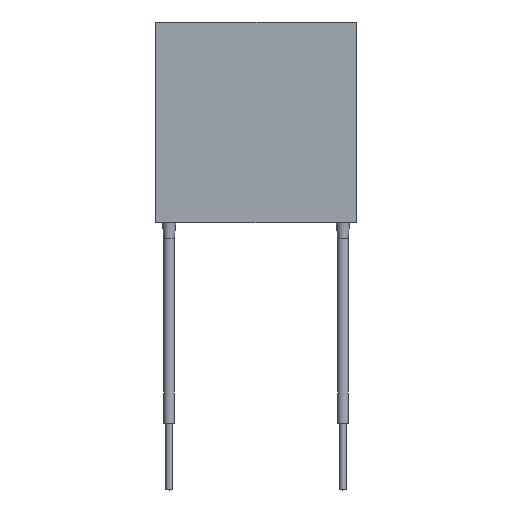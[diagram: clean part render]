
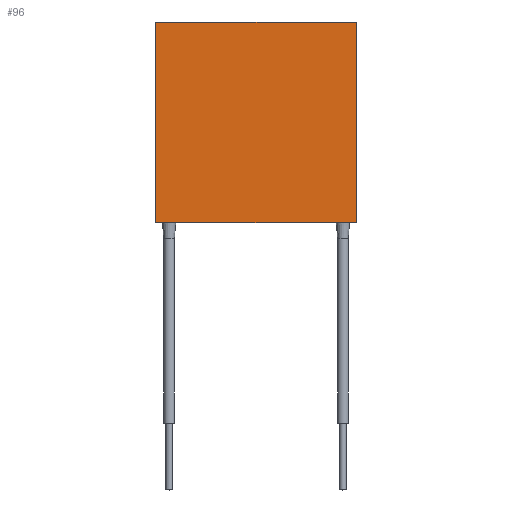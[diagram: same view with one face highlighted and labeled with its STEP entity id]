
A CAD part, top view. The second image highlights one B-rep face of the part: STEP entity #96.
In plain terms, the highlighted planar face has unit normal (0, 0, 1).
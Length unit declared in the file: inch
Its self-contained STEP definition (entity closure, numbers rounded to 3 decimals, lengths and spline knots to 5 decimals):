
#2 = CARTESIAN_POINT ( 'NONE',  ( -0.59055, 0.59055, 0.12402 ) ) ;
#90 = CARTESIAN_POINT ( 'NONE',  ( -0.59055, -0.59055, 0.12402 ) ) ;
#96 = ADVANCED_FACE ( 'NONE', ( #1012 ), #1196, .T. ) ;
#110 = EDGE_CURVE ( 'NONE', #946, #977, #511, .T. ) ;
#114 = LINE ( 'NONE', #512, #767 ) ;
#134 = CARTESIAN_POINT ( 'NONE',  ( 0.59055, -0.59055, 0.12402 ) ) ;
#157 = EDGE_CURVE ( 'NONE', #470, #788, #114, .T. ) ;
#160 = VECTOR ( 'NONE', #1120, 39.37008 ) ;
#293 = VECTOR ( 'NONE', #699, 39.37008 ) ;
#298 = ORIENTED_EDGE ( 'NONE', *, *, #1045, .T. ) ;
#312 = CARTESIAN_POINT ( 'NONE',  ( 0., 0., 0.12402 ) ) ;
#321 = EDGE_CURVE ( 'NONE', #977, #470, #774, .T. ) ;
#438 = EDGE_LOOP ( 'NONE', ( #698, #298, #1026, #1007 ) ) ;
#448 = CARTESIAN_POINT ( 'NONE',  ( 0.59055, 0.59055, 0.12402 ) ) ;
#470 = VERTEX_POINT ( 'NONE', #134 ) ;
#511 = LINE ( 'NONE', #912, #160 ) ;
#512 = CARTESIAN_POINT ( 'NONE',  ( 0.59055, 0.59055, 0.12402 ) ) ;
#599 = VECTOR ( 'NONE', #615, 39.37008 ) ;
#605 = CARTESIAN_POINT ( 'NONE',  ( -0.59055, -0.59055, 0.12402 ) ) ;
#615 = DIRECTION ( 'NONE',  ( -1., 0., 0. ) ) ;
#698 = ORIENTED_EDGE ( 'NONE', *, *, #157, .T. ) ;
#699 = DIRECTION ( 'NONE',  ( 1., 0., 0. ) ) ;
#713 = DIRECTION ( 'NONE',  ( 0., 0., 1. ) ) ;
#767 = VECTOR ( 'NONE', #1202, 39.37008 ) ;
#774 = LINE ( 'NONE', #605, #293 ) ;
#788 = VERTEX_POINT ( 'NONE', #448 ) ;
#810 = AXIS2_PLACEMENT_3D ( 'NONE', #312, #713, #1109 ) ;
#816 = CARTESIAN_POINT ( 'NONE',  ( -0.59055, 0.59055, 0.12402 ) ) ;
#912 = CARTESIAN_POINT ( 'NONE',  ( -0.59055, 0.59055, 0.12402 ) ) ;
#946 = VERTEX_POINT ( 'NONE', #2 ) ;
#977 = VERTEX_POINT ( 'NONE', #90 ) ;
#1007 = ORIENTED_EDGE ( 'NONE', *, *, #321, .T. ) ;
#1012 = FACE_OUTER_BOUND ( 'NONE', #438, .T. ) ;
#1026 = ORIENTED_EDGE ( 'NONE', *, *, #110, .T. ) ;
#1045 = EDGE_CURVE ( 'NONE', #788, #946, #1210, .T. ) ;
#1109 = DIRECTION ( 'NONE',  ( 1., 0., 0. ) ) ;
#1120 = DIRECTION ( 'NONE',  ( 0., -1., 0. ) ) ;
#1196 = PLANE ( 'NONE',  #810 ) ;
#1202 = DIRECTION ( 'NONE',  ( 0., 1., 0. ) ) ;
#1210 = LINE ( 'NONE', #816, #599 ) ;
